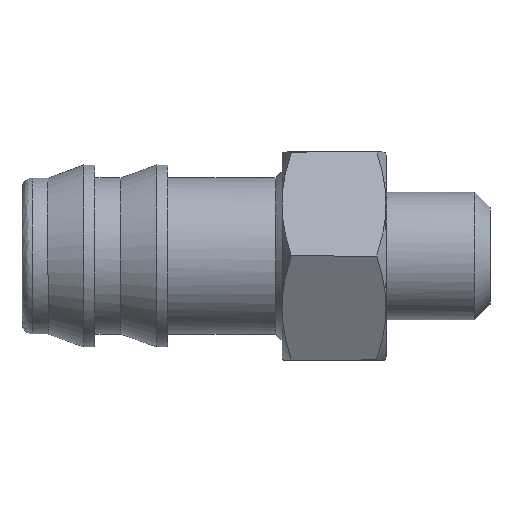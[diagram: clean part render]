
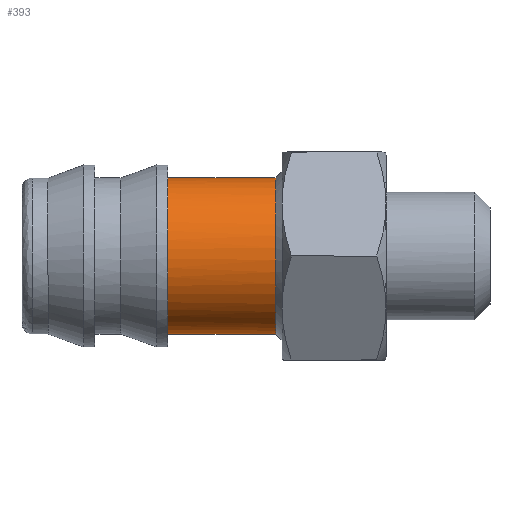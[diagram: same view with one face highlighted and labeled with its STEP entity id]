
A CAD part, left-side view. The second image highlights one B-rep face of the part: STEP entity #393.
In plain terms, the highlighted free-form (B-spline) face has degree [1, 3] with [2, 4] control points.
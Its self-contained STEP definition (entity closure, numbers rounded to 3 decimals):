
#3 = ORIENTED_EDGE ( 'NONE', *, *, #787, .F. ) ;
#89 = ORIENTED_EDGE ( 'NONE', *, *, #323, .F. ) ;
#101 = CARTESIAN_POINT ( 'NONE',  ( -2.922, 12.4, -0.784 ) ) ;
#122 =( BOUNDED_SURFACE ( )  B_SPLINE_SURFACE ( 1, 3, ( 
 ( #1982, #448, #1134, #1117 ),
 ( #1471, #1822, #430, #602 ) ),
 .UNSPECIFIED., .F., .F., .T. ) 
 B_SPLINE_SURFACE_WITH_KNOTS ( ( 2, 2 ),
 ( 4, 4 ),
 ( 0., 1. ),
 ( 0., 1. ),
 .UNSPECIFIED. ) 
 GEOMETRIC_REPRESENTATION_ITEM ( )  RATIONAL_B_SPLINE_SURFACE ( (
 ( 1., 0.333, 0.333, 1.),
 ( 1., 0.333, 0.333, 1.) ) ) 
 REPRESENTATION_ITEM ( '' )  SURFACE ( )  );
#186 = B_SPLINE_CURVE_WITH_KNOTS ( 'NONE', 1,
 ( #1766, #743 ),
 .UNSPECIFIED., .F., .F.,
 ( 2, 2 ),
 ( -1., 0. ),
 .UNSPECIFIED. ) ;
#230 = VERTEX_POINT ( 'NONE', #899 ) ;
#255 = CARTESIAN_POINT ( 'NONE',  ( 0., 8.25, -3. ) ) ;
#257 = CARTESIAN_POINT ( 'NONE',  ( 0., 12.4, 3. ) ) ;
#286 = CARTESIAN_POINT ( 'NONE',  ( -2.621, 12.4, -1.512 ) ) ;
#323 = EDGE_CURVE ( 'NONE', #1358, #2203, #2059, .T. ) ;
#393 = ADVANCED_FACE ( 'NONE', ( #728 ), #122, .F. ) ;
#430 = CARTESIAN_POINT ( 'NONE',  ( -6., 8.25, -3. ) ) ;
#431 = CARTESIAN_POINT ( 'NONE',  ( -3., 12.4, 0.394 ) ) ;
#439 = CARTESIAN_POINT ( 'NONE',  ( 0., 12.4, -3. ) ) ;
#448 = CARTESIAN_POINT ( 'NONE',  ( -6., 12.4, 3. ) ) ;
#545 = CARTESIAN_POINT ( 'NONE',  ( 0., 12.4, 3. ) ) ;
#552 = CARTESIAN_POINT ( 'NONE',  ( 0., 12.4, 3. ) ) ;
#559 = CARTESIAN_POINT ( 'NONE',  ( -1.843, 12.4, 2.4 ) ) ;
#602 = CARTESIAN_POINT ( 'NONE',  ( 0., 8.25, -3. ) ) ;
#613 = VERTEX_POINT ( 'NONE', #1250 ) ;
#627 = ORIENTED_EDGE ( 'NONE', *, *, #1809, .F. ) ;
#728 = FACE_OUTER_BOUND ( 'NONE', #1783, .T. ) ;
#743 = CARTESIAN_POINT ( 'NONE',  ( 0., 12.4, -3. ) ) ;
#760 = CARTESIAN_POINT ( 'NONE',  ( -0.394, 12.4, -3. ) ) ;
#787 = EDGE_CURVE ( 'NONE', #230, #1358, #186, .T. ) ;
#899 = CARTESIAN_POINT ( 'NONE',  ( 0., 8.25, -3. ) ) ;
#940 = CARTESIAN_POINT ( 'NONE',  ( -2.4, 12.4, -1.843 ) ) ;
#1103 = CARTESIAN_POINT ( 'NONE',  ( -1.512, 12.4, 2.621 ) ) ;
#1117 = CARTESIAN_POINT ( 'NONE',  ( 0., 12.4, -3. ) ) ;
#1134 = CARTESIAN_POINT ( 'NONE',  ( -6., 12.4, -3. ) ) ;
#1250 = CARTESIAN_POINT ( 'NONE',  ( 0., 8.25, 3. ) ) ;
#1272 = CARTESIAN_POINT ( 'NONE',  ( 0., 8.25, 3. ) ) ;
#1284 = CARTESIAN_POINT ( 'NONE',  ( -0.394, 12.4, 3. ) ) ;
#1291 = CARTESIAN_POINT ( 'NONE',  ( -1.843, 12.4, -2.4 ) ) ;
#1305 = CARTESIAN_POINT ( 'NONE',  ( 0., 12.4, -3. ) ) ;
#1358 = VERTEX_POINT ( 'NONE', #439 ) ;
#1471 = CARTESIAN_POINT ( 'NONE',  ( 0., 8.25, 3. ) ) ;
#1472 = CARTESIAN_POINT ( 'NONE',  ( -3., 12.4, -0.394 ) ) ;
#1480 = CARTESIAN_POINT ( 'NONE',  ( -1.512, 12.4, -2.621 ) ) ;
#1488 = CARTESIAN_POINT ( 'NONE',  ( -2.621, 12.4, 1.512 ) ) ;
#1492 = ORIENTED_EDGE ( 'NONE', *, *, #1938, .F. ) ;
#1757 = CARTESIAN_POINT ( 'NONE',  ( 0., 8.25, 3. ) ) ;
#1766 = CARTESIAN_POINT ( 'NONE',  ( 0., 8.25, -3. ) ) ;
#1783 = EDGE_LOOP ( 'NONE', ( #89, #3, #1492, #627 ) ) ;
#1786 = B_SPLINE_CURVE_WITH_KNOTS ( 'NONE', 1,
 ( #552, #1757 ),
 .UNSPECIFIED., .F., .F.,
 ( 2, 2 ),
 ( -1., 0. ),
 .UNSPECIFIED. ) ;
#1797 = CARTESIAN_POINT ( 'NONE',  ( -6., 8.25, 3. ) ) ;
#1809 = EDGE_CURVE ( 'NONE', #2203, #613, #1786, .T. ) ;
#1822 = CARTESIAN_POINT ( 'NONE',  ( -6., 8.25, 3. ) ) ;
#1938 = EDGE_CURVE ( 'NONE', #613, #230, #2147, .T. ) ;
#1939 = CARTESIAN_POINT ( 'NONE',  ( -2.922, 12.4, 0.784 ) ) ;
#1960 = CARTESIAN_POINT ( 'NONE',  ( -6., 8.25, -3. ) ) ;
#1982 = CARTESIAN_POINT ( 'NONE',  ( 0., 12.4, 3. ) ) ;
#1983 = CARTESIAN_POINT ( 'NONE',  ( -0.784, 12.4, 2.922 ) ) ;
#1999 = CARTESIAN_POINT ( 'NONE',  ( -0.784, 12.4, -2.922 ) ) ;
#2059 = B_SPLINE_CURVE_WITH_KNOTS ( 'NONE', 3,
 ( #1305, #760, #1999, #1480, #1291, #940, #286, #101, #1472, #431, #1939, #1488, #2135, #559, #1103, #1983, #1284, #257 ),
 .UNSPECIFIED., .F., .F.,
 ( 4, 2, 2, 2, 2, 2, 2, 2, 4 ),
 ( 0., 0.393, 0.785, 1.178, 1.571, 1.963, 2.356, 2.749, 3.142 ),
 .UNSPECIFIED. ) ;
#2135 = CARTESIAN_POINT ( 'NONE',  ( -2.4, 12.4, 1.843 ) ) ;
#2147 =( BOUNDED_CURVE ( )  B_SPLINE_CURVE ( 3, ( #1272, #1797, #1960, #255 ),
 .UNSPECIFIED., .F., .F. ) 
 B_SPLINE_CURVE_WITH_KNOTS ( ( 4, 4 ),
 ( -3.142, 0. ),
 .UNSPECIFIED. ) 
 CURVE ( )  GEOMETRIC_REPRESENTATION_ITEM ( )  RATIONAL_B_SPLINE_CURVE ( ( 1., 0.333, 0.333, 1. ) ) 
 REPRESENTATION_ITEM ( '' )  );
#2203 = VERTEX_POINT ( 'NONE', #545 ) ;
